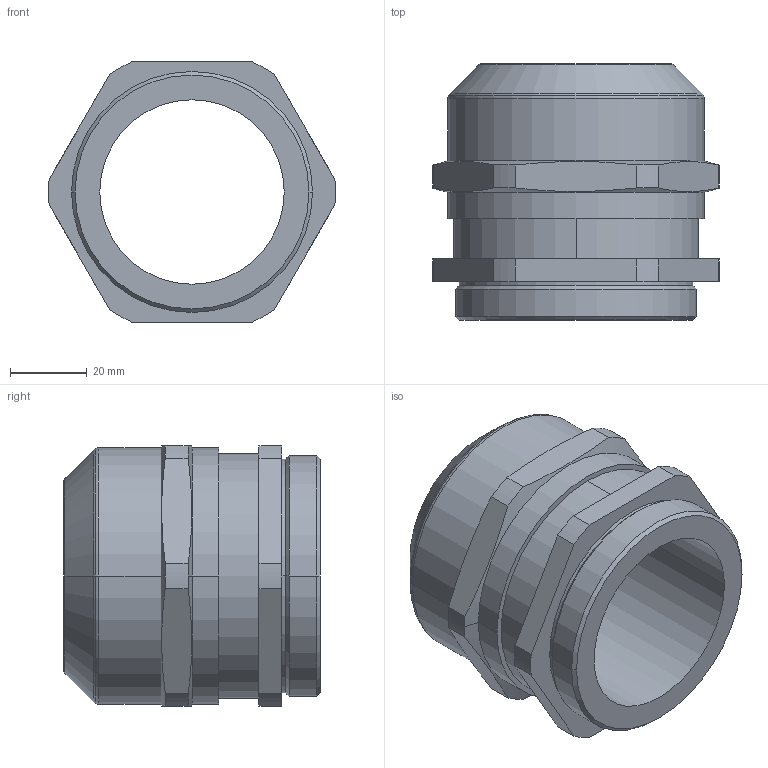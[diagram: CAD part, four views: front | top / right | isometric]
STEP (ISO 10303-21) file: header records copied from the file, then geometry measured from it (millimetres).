
FILE_DESCRIPTION((''),'2;1');
FILE_NAME('EMSKV63_10','2018-01-09T',('FIMABER1'),(''),'CREO PARAMETRIC BY PTC INC, 2017170','CREO PARAMETRIC BY PTC INC, 2017170','');
FILE_SCHEMA(('CONFIG_CONTROL_DESIGN'));
Length unit declared in the file: millimetre
Products named in the file (1): EMSKV63_10
Bounding box: 75 x 67 x 68 mm (x, y, z)
Volume: 105489.7 mm3; surface area: 28857.5 mm2
Topology: 1 solids, 1 shells, 64 faces, 154 edges, 96 vertices
Faces by surface type: cylinder 24, plane 18, torus 12, cone 10
Entity records: 2642 total; most frequent: CARTESIAN_POINT 590, DIRECTION 354, ORIENTED_EDGE 308, EDGE_CURVE 154, AXIS2_PLACEMENT_3D 148, VERTEX_POINT 96, CIRCLE 84, EDGE_LOOP 70
